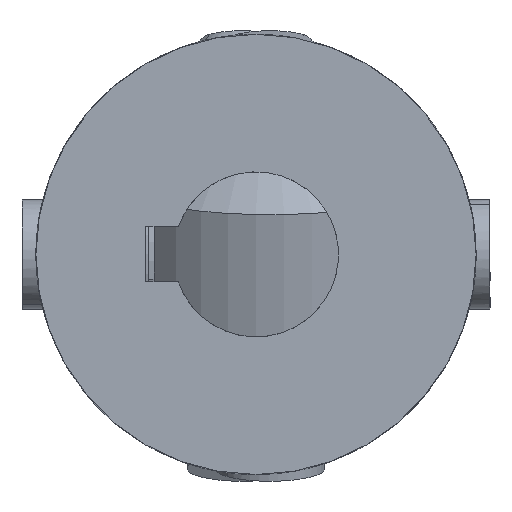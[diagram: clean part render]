
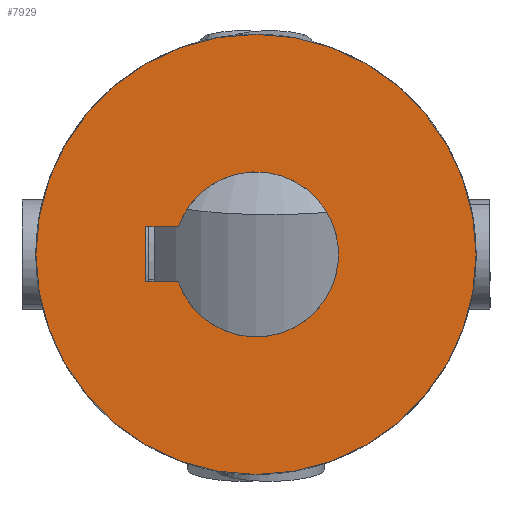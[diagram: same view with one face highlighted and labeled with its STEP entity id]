
A CAD part, left-side view. The second image highlights one B-rep face of the part: STEP entity #7929.
In plain terms, the highlighted face is planar.
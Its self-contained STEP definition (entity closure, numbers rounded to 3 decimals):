
#915=PLANE('',#13689);
#1598=VECTOR('',#9750,1.);
#1602=VECTOR('',#9755,1.);
#1606=VECTOR('',#9760,1.);
#2210=LINE('',#12158,#1598);
#2214=LINE('',#12167,#1602);
#2218=LINE('',#12176,#1606);
#2879=VERTEX_POINT('',#12159);
#2880=VERTEX_POINT('',#12160);
#2883=VERTEX_POINT('',#12168);
#2884=VERTEX_POINT('',#12169);
#2917=VERTEX_POINT('',#12535);
#3294=CIRCLE('',#13670,0.3);
#3300=CIRCLE('',#13688,0.8);
#4240=EDGE_CURVE('',#2879,#2880,#2210,.T.);
#4244=EDGE_CURVE('',#2883,#2884,#2214,.T.);
#4248=EDGE_CURVE('',#2884,#2879,#2218,.T.);
#4255=EDGE_CURVE('',#2880,#2883,#3294,.T.);
#4296=EDGE_CURVE('',#2917,#2917,#3300,.T.);
#6325=ORIENTED_EDGE('',*,*,#4240,.T.);
#6326=ORIENTED_EDGE('',*,*,#4255,.T.);
#6327=ORIENTED_EDGE('',*,*,#4244,.T.);
#6328=ORIENTED_EDGE('',*,*,#4248,.T.);
#6329=ORIENTED_EDGE('',*,*,#4296,.F.);
#6948=EDGE_LOOP('',(#6325,#6326,#6327,#6328));
#6949=EDGE_LOOP('',(#6329));
#7482=FACE_BOUND('',#6948,.T.);
#7483=FACE_BOUND('',#6949,.T.);
#7929=ADVANCED_FACE('',(#7482,#7483),#915,.T.);
#9750=DIRECTION('',(0.,-1.,0.));
#9755=DIRECTION('',(0.,1.,0.));
#9760=DIRECTION('',(1.,0.,0.));
#9773=DIRECTION('',(0.,0.,-1.));
#9774=DIRECTION('',(0.3,0.,0.));
#9819=DIRECTION('',(0.,0.,-1.));
#9820=DIRECTION('',(0.8,0.,0.));
#9821=DIRECTION('',(0.,0.,1.));
#12158=CARTESIAN_POINT('',(0.1,0.171,1.7));
#12159=CARTESIAN_POINT('',(0.1,0.4,1.7));
#12160=CARTESIAN_POINT('',(0.1,0.283,1.7));
#12167=CARTESIAN_POINT('',(-0.1,0.171,1.7));
#12168=CARTESIAN_POINT('',(-0.1,0.283,1.7));
#12169=CARTESIAN_POINT('',(-0.1,0.4,1.7));
#12176=CARTESIAN_POINT('',(0.,0.4,1.7));
#12222=CARTESIAN_POINT('',(0.,0.,1.7));
#12534=CARTESIAN_POINT('',(0.,0.,1.7));
#12535=CARTESIAN_POINT('',(0.8,0.,1.7));
#12536=CARTESIAN_POINT('',(0.,0.,1.7));
#13670=AXIS2_PLACEMENT_3D('',#12222,#9773,#9774);
#13688=AXIS2_PLACEMENT_3D('',#12534,#9819,#9820);
#13689=AXIS2_PLACEMENT_3D('',#12536,#9821,$);
